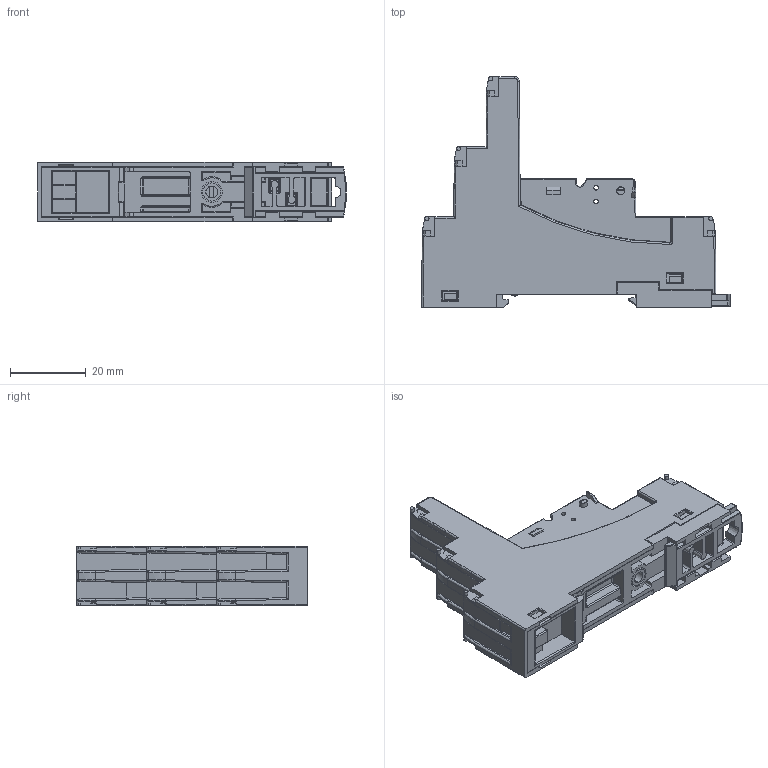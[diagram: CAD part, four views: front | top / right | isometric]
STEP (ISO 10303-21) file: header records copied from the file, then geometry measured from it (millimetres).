
FILE_DESCRIPTION (( 'STEP AP214' ), '1' );
FILE_NAME ('GZM92.STEP', '2016-06-13T12:41:45', ( '' ), ( '' ), 'SwSTEP 2.0', 'SolidWorks 2016', '' );
FILE_SCHEMA (( 'AUTOMOTIVE_DESIGN' ));
Length unit declared in the file: millimetre
Products named in the file (4): Podstawa GZM92; GZT4-0015 - Wkrêt krzy¿owy M3x8; GZM92; GZM-2000.1 Zaczep na szynê DIN
Assembly tree (7 placements, depth 2):
  GZM92
    Podstawa GZM92
    GZM-2000.1 Zaczep na szynê DIN
    GZT4-0015 - Wkrêt krzy¿owy M3x8  x5
Bounding box: 81.59 x 61 x 15.8 mm (x, y, z)
Volume: 34160.9 mm3; surface area: 16591.5 mm2
Topology: 7 solids, 20 shells, 1842 faces, 4582 edges, 2723 vertices
Faces by surface type: plane 762, cylinder 572, bspline 196, torus 167, sphere 100, cone 45
Entity records: 44615 total; most frequent: CARTESIAN_POINT 11382, ORIENTED_EDGE 7228, DIRECTION 6589, EDGE_CURVE 3614, VERTEX_POINT 2231, AXIS2_PLACEMENT_3D 2214, VECTOR 2161, LINE 2161
